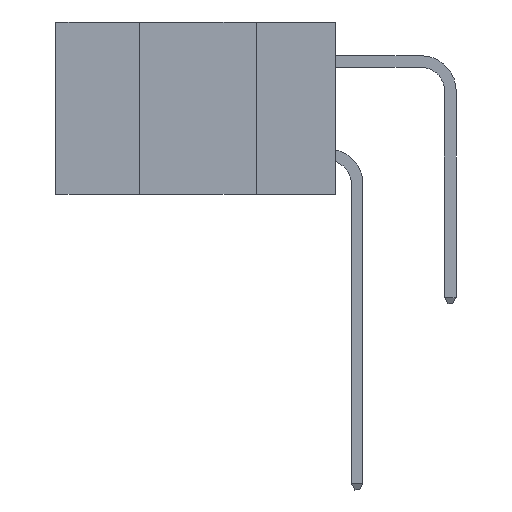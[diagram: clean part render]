
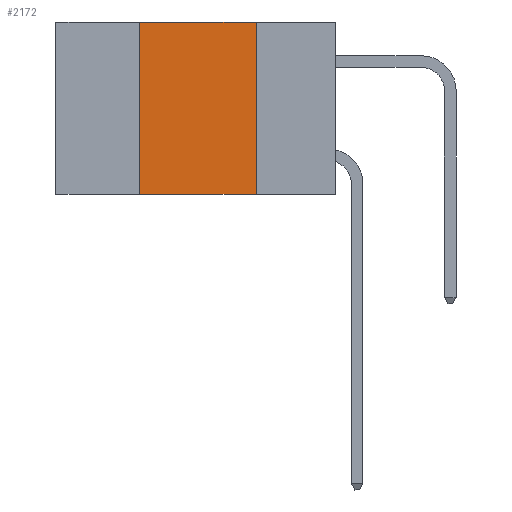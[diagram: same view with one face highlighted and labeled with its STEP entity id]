
A CAD part, left-side view. The second image highlights one B-rep face of the part: STEP entity #2172.
In plain terms, the highlighted planar face has unit normal (-1, 0, 0).
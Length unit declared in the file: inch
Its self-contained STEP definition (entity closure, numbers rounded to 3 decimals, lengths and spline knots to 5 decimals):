
#1279 = PLANE ( 'NONE',  #16361 ) ;
#1330 = LINE ( 'NONE', #8151, #12145 ) ;
#1371 = CARTESIAN_POINT ( 'NONE',  ( 0., 0.6, 0. ) ) ;
#2172 = ADVANCED_FACE ( 'NONE', ( #5959 ), #1279, .F. ) ;
#2330 = LINE ( 'NONE', #8791, #8543 ) ;
#3787 = CARTESIAN_POINT ( 'NONE',  ( 0., 0.17, 0. ) ) ;
#4601 = VERTEX_POINT ( 'NONE', #13974 ) ;
#4725 = ORIENTED_EDGE ( 'NONE', *, *, #10161, .F. ) ;
#4878 = LINE ( 'NONE', #18548, #9468 ) ;
#5726 = CARTESIAN_POINT ( 'NONE',  ( 0., 0.42, -0.37 ) ) ;
#5959 = FACE_OUTER_BOUND ( 'NONE', #14485, .T. ) ;
#6018 = VERTEX_POINT ( 'NONE', #3787 ) ;
#6136 = VECTOR ( 'NONE', #14049, 39.37008 ) ;
#6929 = ORIENTED_EDGE ( 'NONE', *, *, #11898, .T. ) ;
#7032 = DIRECTION ( 'NONE',  ( 1., 0., 0. ) ) ;
#7058 = LINE ( 'NONE', #1371, #6136 ) ;
#7199 = EDGE_CURVE ( 'NONE', #4601, #6018, #7058, .T. ) ;
#8151 = CARTESIAN_POINT ( 'NONE',  ( 0., 0.6, -0.37 ) ) ;
#8543 = VECTOR ( 'NONE', #17350, 39.37008 ) ;
#8704 = DIRECTION ( 'NONE',  ( 0., 0., 1. ) ) ;
#8791 = CARTESIAN_POINT ( 'NONE',  ( 0., 0.17, 0. ) ) ;
#9468 = VECTOR ( 'NONE', #8704, 39.37008 ) ;
#9677 = ORIENTED_EDGE ( 'NONE', *, *, #7199, .F. ) ;
#10161 = EDGE_CURVE ( 'NONE', #11095, #4601, #4878, .T. ) ;
#10780 = CARTESIAN_POINT ( 'NONE',  ( 0., 0.17, -0.37 ) ) ;
#11012 = VERTEX_POINT ( 'NONE', #10780 ) ;
#11095 = VERTEX_POINT ( 'NONE', #5726 ) ;
#11697 = DIRECTION ( 'NONE',  ( 0., 0., -1. ) ) ;
#11898 = EDGE_CURVE ( 'NONE', #11095, #11012, #1330, .T. ) ;
#12145 = VECTOR ( 'NONE', #17030, 39.37008 ) ;
#13974 = CARTESIAN_POINT ( 'NONE',  ( 0., 0.42, 0. ) ) ;
#14049 = DIRECTION ( 'NONE',  ( 0., -1., 0. ) ) ;
#14363 = CARTESIAN_POINT ( 'NONE',  ( 0., 0.6, 0. ) ) ;
#14485 = EDGE_LOOP ( 'NONE', ( #16818, #9677, #4725, #6929 ) ) ;
#16361 = AXIS2_PLACEMENT_3D ( 'NONE', #14363, #7032, #11697 ) ;
#16818 = ORIENTED_EDGE ( 'NONE', *, *, #18119, .F. ) ;
#17030 = DIRECTION ( 'NONE',  ( 0., -1., 0. ) ) ;
#17350 = DIRECTION ( 'NONE',  ( 0., 0., -1. ) ) ;
#18119 = EDGE_CURVE ( 'NONE', #6018, #11012, #2330, .T. ) ;
#18548 = CARTESIAN_POINT ( 'NONE',  ( 0., 0.42, 0. ) ) ;
